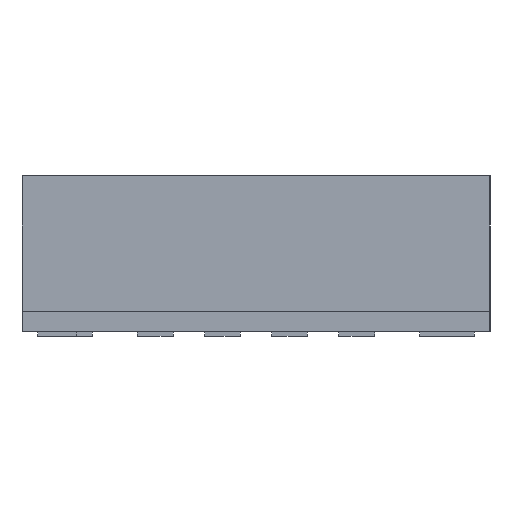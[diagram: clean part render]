
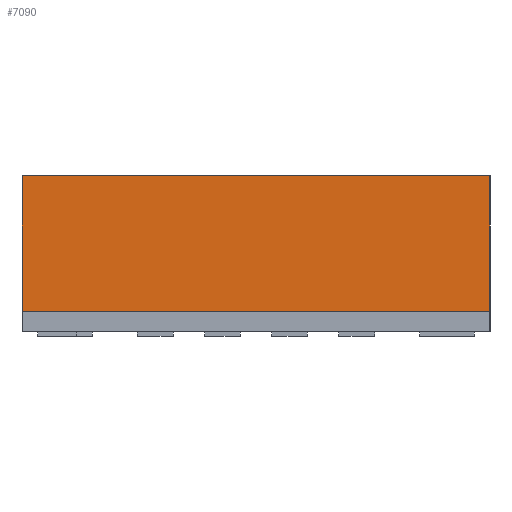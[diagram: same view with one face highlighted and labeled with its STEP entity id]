
A CAD part, left-side view. The second image highlights one B-rep face of the part: STEP entity #7090.
In plain terms, the highlighted planar face has unit normal (-1, 0, 0).
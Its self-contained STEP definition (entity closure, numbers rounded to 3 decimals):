
#364 = VERTEX_POINT ( 'NONE', #13778 ) ;
#740 = ORIENTED_EDGE ( 'NONE', *, *, #6936, .F. ) ;
#1482 = DIRECTION ( 'NONE',  ( 0., -1., 0. ) ) ;
#1609 = LINE ( 'NONE', #6339, #14730 ) ;
#1677 = CARTESIAN_POINT ( 'NONE',  ( -1.75, 1.5, 0.87 ) ) ;
#2077 = PLANE ( 'NONE',  #7104 ) ;
#2890 = CARTESIAN_POINT ( 'NONE',  ( -1.75, 1.5, 0. ) ) ;
#3066 = LINE ( 'NONE', #11948, #16244 ) ;
#3807 = VECTOR ( 'NONE', #8968, 1000. ) ;
#4408 = LINE ( 'NONE', #1677, #4541 ) ;
#4541 = VECTOR ( 'NONE', #1482, 1000. ) ;
#4574 = EDGE_CURVE ( 'NONE', #364, #10746, #16574, .T. ) ;
#5216 = FACE_OUTER_BOUND ( 'NONE', #7136, .T. ) ;
#5310 = CARTESIAN_POINT ( 'NONE',  ( -1.75, 1.5, 0.87 ) ) ;
#6172 = DIRECTION ( 'NONE',  ( 0., 0., -1. ) ) ;
#6339 = CARTESIAN_POINT ( 'NONE',  ( -1.75, -1.5, 0.87 ) ) ;
#6884 = DIRECTION ( 'NONE',  ( 1., 0., 0. ) ) ;
#6936 = EDGE_CURVE ( 'NONE', #16802, #13423, #4408, .T. ) ;
#7090 = ADVANCED_FACE ( 'NONE', ( #5216 ), #2077, .F. ) ;
#7104 = AXIS2_PLACEMENT_3D ( 'NONE', #8487, #6884, #17705 ) ;
#7136 = EDGE_LOOP ( 'NONE', ( #13906, #12038, #740, #15372 ) ) ;
#7441 = CARTESIAN_POINT ( 'NONE',  ( -1.75, -1.5, 0.87 ) ) ;
#8487 = CARTESIAN_POINT ( 'NONE',  ( -1.75, 1.5, 0.87 ) ) ;
#8739 = EDGE_CURVE ( 'NONE', #16802, #364, #3066, .T. ) ;
#8968 = DIRECTION ( 'NONE',  ( 0., -1., 0. ) ) ;
#9135 = CARTESIAN_POINT ( 'NONE',  ( -1.75, -1.5, 0. ) ) ;
#10544 = EDGE_CURVE ( 'NONE', #13423, #10746, #1609, .T. ) ;
#10746 = VERTEX_POINT ( 'NONE', #9135 ) ;
#11948 = CARTESIAN_POINT ( 'NONE',  ( -1.75, 1.5, 0.87 ) ) ;
#12038 = ORIENTED_EDGE ( 'NONE', *, *, #10544, .F. ) ;
#13423 = VERTEX_POINT ( 'NONE', #7441 ) ;
#13778 = CARTESIAN_POINT ( 'NONE',  ( -1.75, 1.5, 0. ) ) ;
#13906 = ORIENTED_EDGE ( 'NONE', *, *, #4574, .T. ) ;
#14730 = VECTOR ( 'NONE', #15385, 1000. ) ;
#15372 = ORIENTED_EDGE ( 'NONE', *, *, #8739, .T. ) ;
#15385 = DIRECTION ( 'NONE',  ( 0., 0., -1. ) ) ;
#16244 = VECTOR ( 'NONE', #6172, 1000. ) ;
#16574 = LINE ( 'NONE', #2890, #3807 ) ;
#16802 = VERTEX_POINT ( 'NONE', #5310 ) ;
#17705 = DIRECTION ( 'NONE',  ( 0., 1., 0. ) ) ;
